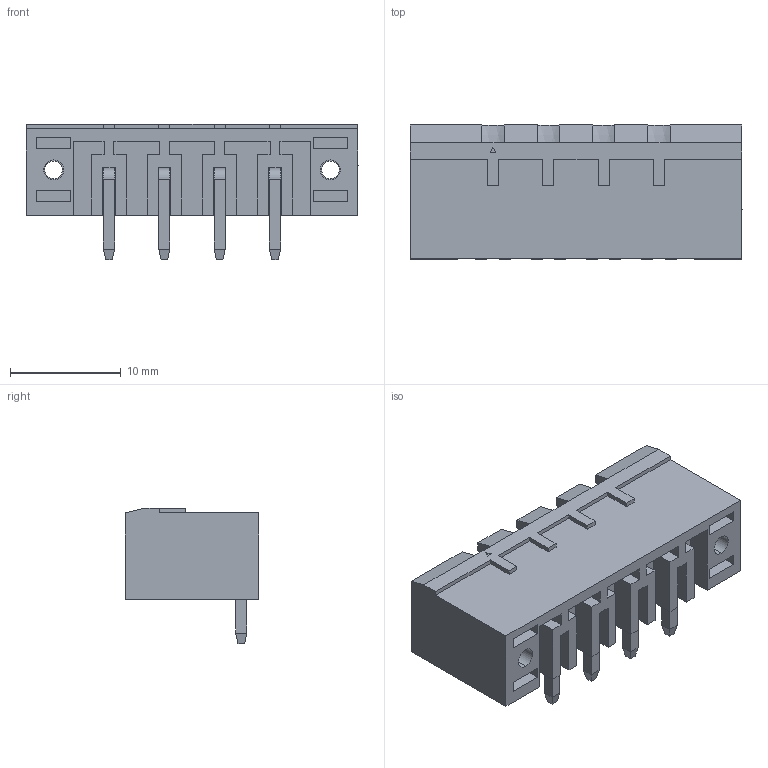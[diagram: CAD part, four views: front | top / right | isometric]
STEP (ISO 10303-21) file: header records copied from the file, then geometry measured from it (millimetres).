
FILE_DESCRIPTION (( 'STEP AP214' ), '1' );
FILE_NAME ('2EDGRM-5.0-04P-14-00AH.STEP', '2021-03-07T13:31:34', ( '' ), ( '' ), 'SwSTEP 2.0', 'SolidWorks 2020', '' );
FILE_SCHEMA (( 'AUTOMOTIVE_DESIGN' ));
Length unit declared in the file: millimetre
Products named in the file (1): 2EDGRM-5.0-04P-14-00AH
Bounding box: 30 x 12.1 x 12.2 mm (x, y, z)
Volume: 1594.6 mm3; surface area: 2736.2 mm2
Topology: 1 solids, 1 shells, 700 faces, 1894 edges, 1236 vertices
Faces by surface type: plane 531, bspline 129, cylinder 24, cone 16
Entity records: 33097 total; most frequent: CARTESIAN_POINT 11576, ORIENTED_EDGE 3788, DIRECTION 2840, EDGE_CURVE 1894, VECTOR 1432, LINE 1432, VERTEX_POINT 1236, EDGE_LOOP 744
